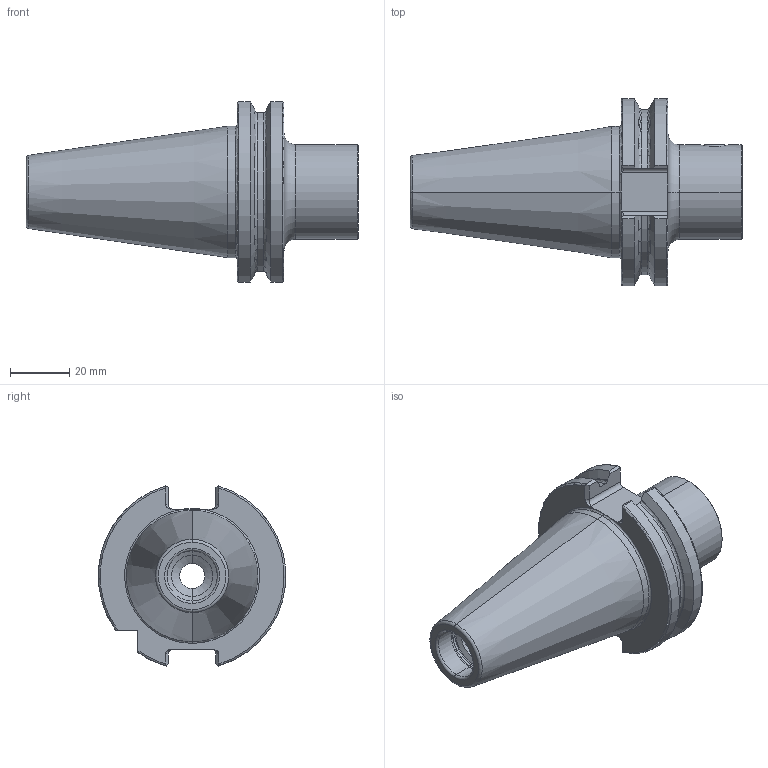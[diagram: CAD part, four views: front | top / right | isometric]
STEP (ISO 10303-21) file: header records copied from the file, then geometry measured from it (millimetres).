
FILE_DESCRIPTION (( 'STEP AP203' ), '1' );
FILE_NAME ('102.415.321.STEP', '2018-03-09T12:46:06', ( 'SWIAdmin' ), ( 'Hewlett-Packard Company' ), 'SwSTEP 2.0', 'SolidWorks 2017', '' );
FILE_SCHEMA (( 'CONFIG_CONTROL_DESIGN' ));
Length unit declared in the file: millimetre
Products named in the file (3): MB3-ER1.001.011_A; 102.415.321; SK4-MB3.K01.044_C
Assembly tree (2 placements, depth 2):
  102.415.321
    SK4-MB3.K01.044_C
    MB3-ER1.001.011_A
Bounding box: 112.35 x 63.37 x 60.94 mm (x, y, z)
Volume: 118266.7 mm3; surface area: 23514.7 mm2
Topology: 2 solids, 2 shells, 171 faces, 428 edges, 263 vertices
Faces by surface type: plane 55, cylinder 50, cone 38, torus 28
Entity records: 5777 total; most frequent: CARTESIAN_POINT 1421, DIRECTION 874, ORIENTED_EDGE 852, EDGE_CURVE 426, AXIS2_PLACEMENT_3D 348, VERTEX_POINT 263, EDGE_LOOP 179, LINE 178
